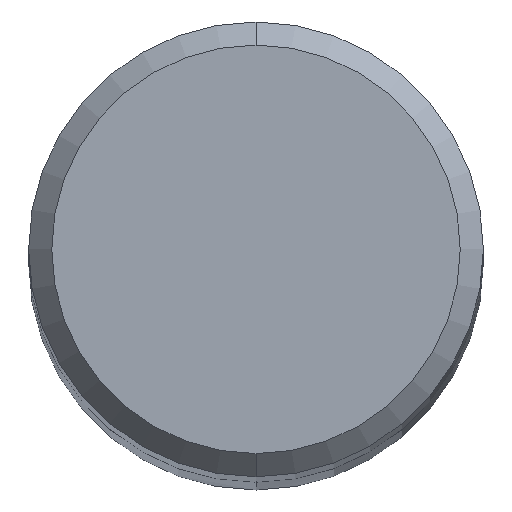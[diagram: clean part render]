
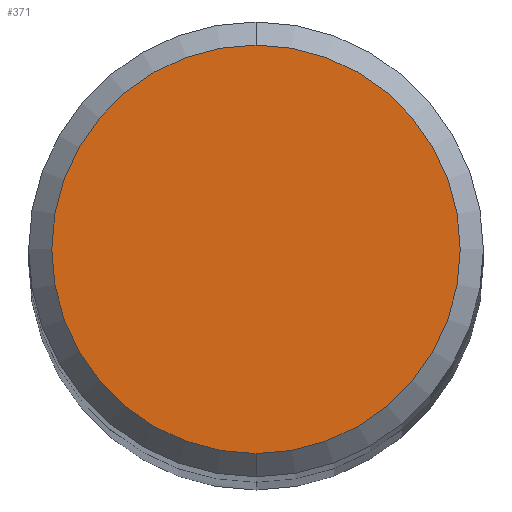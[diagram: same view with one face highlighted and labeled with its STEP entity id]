
A CAD part, top view. The second image highlights one B-rep face of the part: STEP entity #371.
In plain terms, the highlighted planar face has unit normal (0, 0, 1).
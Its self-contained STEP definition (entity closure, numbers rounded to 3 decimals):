
#215=EDGE_CURVE('',#233,#291,#482,.T.);
#233=VERTEX_POINT('',#500);
#291=VERTEX_POINT('',#565);
#323=EDGE_CURVE('',#291,#233,#599,.T.);
#371=ADVANCED_FACE('',(#652),#653,.T.);
#482=CIRCLE('',#867,5.3);
#500=CARTESIAN_POINT('',(0.0,5.3,78.0));
#565=CARTESIAN_POINT('',(0.,-5.3,78.0));
#599=CIRCLE('',#1123,5.3);
#652=FACE_OUTER_BOUND('',#1238,.T.);
#653=PLANE('',#1239);
#867=AXIS2_PLACEMENT_3D('',#1367,#1368,#1369);
#1123=AXIS2_PLACEMENT_3D('',#1497,#1498,#1499);
#1238=EDGE_LOOP('',(#1551,#1552));
#1239=AXIS2_PLACEMENT_3D('',#1553,#1554,#1555);
#1367=CARTESIAN_POINT('',(0.0,0.0,78.0));
#1368=DIRECTION('',(0.0,0.0,-1.0));
#1369=DIRECTION('',(0.0,1.0,0.0));
#1497=CARTESIAN_POINT('',(0.0,0.0,78.0));
#1498=DIRECTION('',(0.0,0.0,-1.0));
#1499=DIRECTION('',(0.0,1.0,0.0));
#1551=ORIENTED_EDGE('',*,*,#215,.F.);
#1552=ORIENTED_EDGE('',*,*,#323,.F.);
#1553=CARTESIAN_POINT('',(0.0,2.65,78.0));
#1554=DIRECTION('',(-0.0,0.0,1.0));
#1555=DIRECTION('',(0.0,-1.0,0.0));
